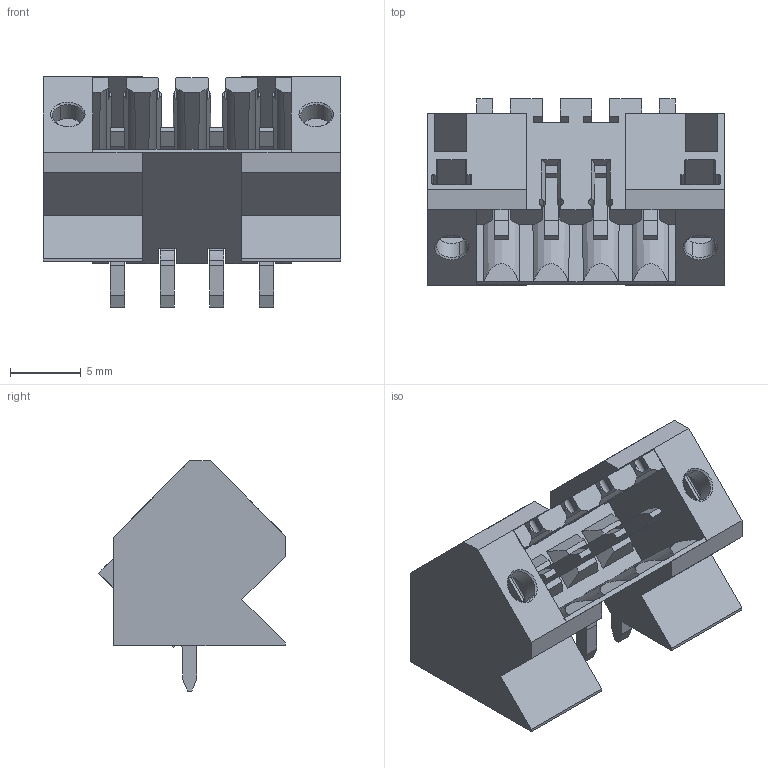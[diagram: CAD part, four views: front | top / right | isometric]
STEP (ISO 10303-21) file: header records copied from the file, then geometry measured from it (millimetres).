
FILE_DESCRIPTION(('CATIA V5 STEP Exchange','CAx-IF Rec.Pracs.--- Model Styling and Organization---1.2---2011-12-15'),'2;1');
FILE_NAME ('D1454199_0_1643350000_1643350000.stp','2018-10-10T08:17:58+00:00',('none'),('Weidmueller'),'CATIA Version 5-6 Release 2014','CATIA V5 STEP AP214','none');
FILE_SCHEMA(('AUTOMOTIVE_DESIGN { 1 0 10303 214 1 1 1 1 }'));
Length unit declared in the file: millimetre
Products named in the file (1): 1643350000
Bounding box: 21 x 13.15 x 16.23 mm (x, y, z)
Volume: 1253.8 mm3; surface area: 2534.8 mm2
Topology: 5 solids, 5 shells, 398 faces, 1131 edges, 745 vertices
Faces by surface type: plane 330, cylinder 60, cone 8
Entity records: 12141 total; most frequent: CARTESIAN_POINT 2644, ORIENTED_EDGE 2262, DIRECTION 1479, EDGE_CURVE 1131, VECTOR 925, LINE 925, VERTEX_POINT 745, EDGE_LOOP 412
